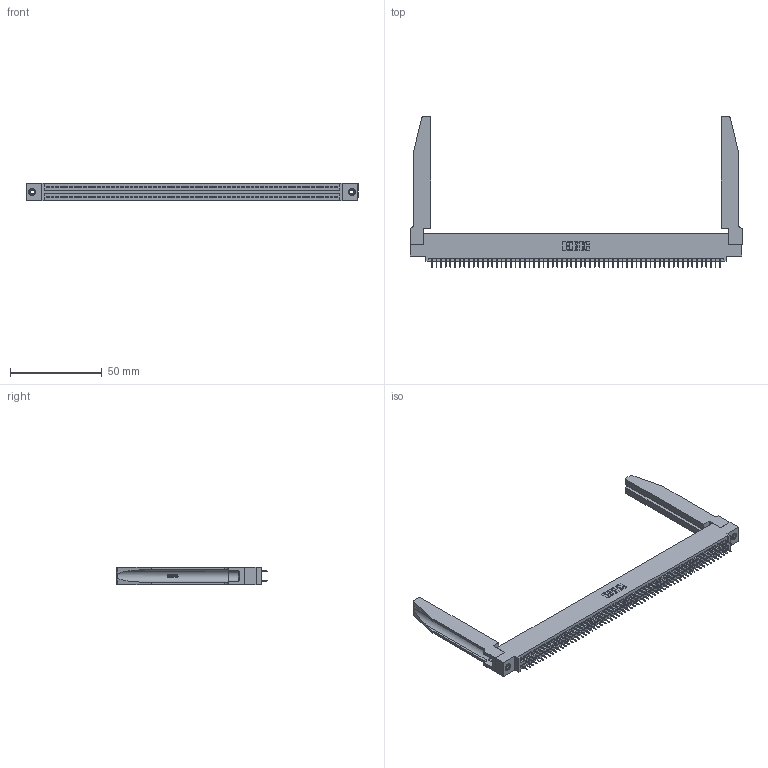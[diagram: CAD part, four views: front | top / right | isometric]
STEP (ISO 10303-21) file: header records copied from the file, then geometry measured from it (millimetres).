
FILE_DESCRIPTION (( 'STEP AP203' ), '1' );
FILE_NAME ('345-126-525-578.STEP', '2020-09-22T12:49:02', ( '' ), ( '' ), 'SwSTEP 2.0', 'SolidWorks 2020', '' );
FILE_SCHEMA (( 'CONFIG_CONTROL_DESIGN' ));
Length unit declared in the file: inch
Products named in the file (5): 345-292-001_345-293-125; 345-220-078_345-220-078; 345-250-001_345-250-001-102; 345-126-525-578; 345 Part_0.110 Offset - 0.156 Dia-TH
Assembly tree (131 placements, depth 2):
  345-126-525-578
    345 Part_0.110 Offset - 0.156 Dia-TH
    345-292-001_345-293-125  x126
    345-250-001_345-250-001-102  x2
    345-220-078_345-220-078  x2
Bounding box: 181.25 x 82.47 x 9.4 mm (x, y, z)
Volume: 25291.8 mm3; surface area: 32612.6 mm2
Topology: 131 solids, 131 shells, 7168 faces, 20239 edges, 12978 vertices
Faces by surface type: plane 5140, cylinder 1976, bspline 36, cone 12, torus 4
Entity records: 51550 total; most frequent: CARTESIAN_POINT 9539, ORIENTED_EDGE 8370, DIRECTION 7379, EDGE_CURVE 4185, VECTOR 3711, LINE 3711, VERTEX_POINT 2780, AXIS2_PLACEMENT_3D 1834
